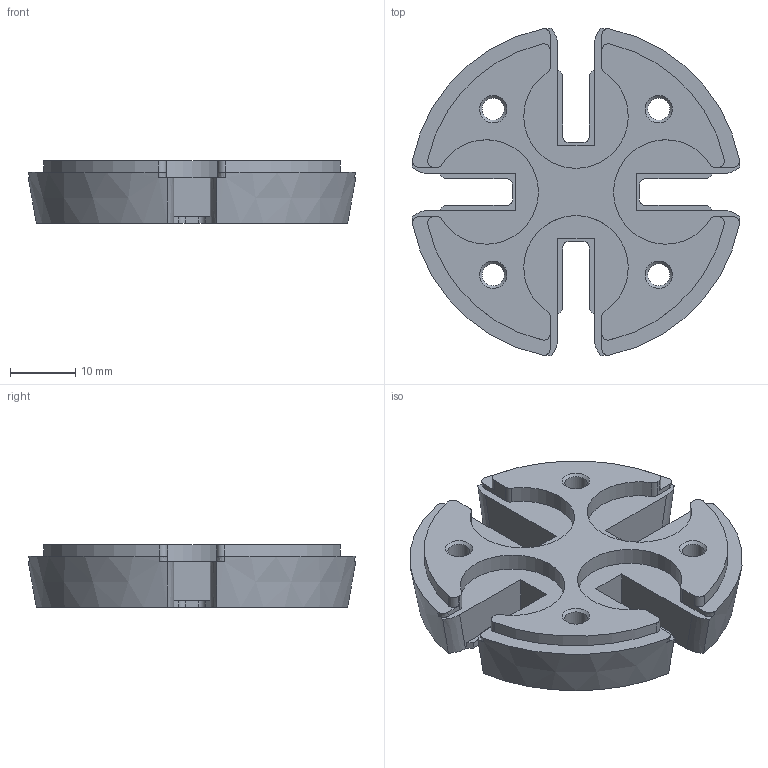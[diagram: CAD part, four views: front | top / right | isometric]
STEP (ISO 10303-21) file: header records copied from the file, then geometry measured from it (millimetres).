
FILE_DESCRIPTION(/* description */ (''),/* implementation_level */ '2;1');
FILE_NAME(/* name */ 'microswitch-carrier.step',/* time_stamp */ '2023-09-02T03:06:53-04:00',/* author */ (''),/* organization */ (''),/* preprocessor_version */ 'ST-DEVELOPER v20',/* originating_system */ 'Autodesk Translation Framework v12.9.0.99',/* authorisation */ '');
FILE_SCHEMA (('AUTOMOTIVE_DESIGN { 1 0 10303 214 3 1 1 }'));
Length unit declared in the file: millimetre
Products named in the file (1): microswitch-carrier
Bounding box: 50.16 x 50.16 x 9.6 mm (x, y, z)
Volume: 12854.9 mm3; surface area: 6376.1 mm2
Topology: 1 solids, 1 shells, 115 faces, 335 edges, 222 vertices
Faces by surface type: plane 55, cylinder 36, bspline 16, cone 8
Full cylindrical faces by diameter (mm): 3.4 x4
Entity records: 5273 total; most frequent: CARTESIAN_POINT 2270, ORIENTED_EDGE 670, DIRECTION 560, EDGE_CURVE 335, VERTEX_POINT 222, AXIS2_PLACEMENT_3D 192, LINE 176, VECTOR 176
